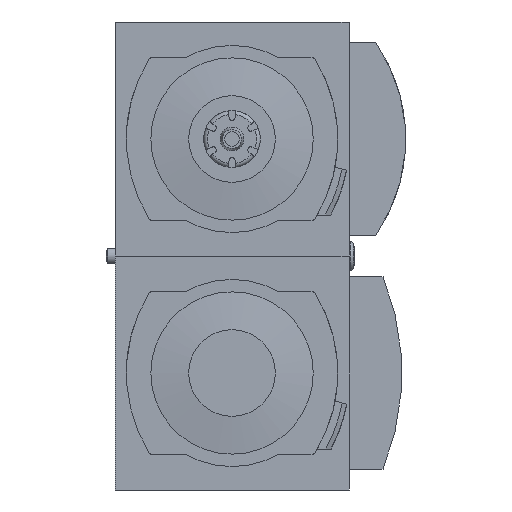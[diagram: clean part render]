
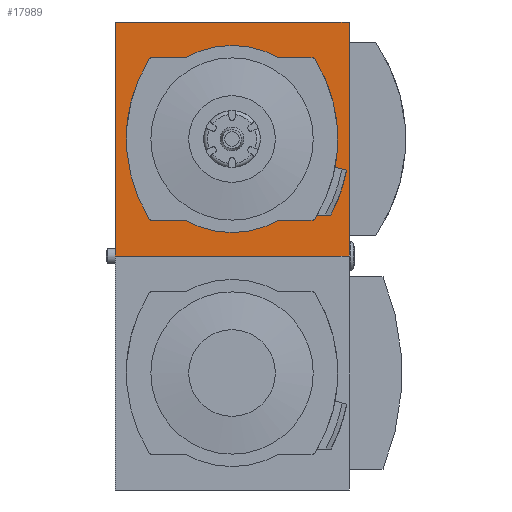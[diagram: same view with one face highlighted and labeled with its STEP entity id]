
A CAD part, front view. The second image highlights one B-rep face of the part: STEP entity #17989.
In plain terms, the highlighted planar face has unit normal (0, -1, 0).
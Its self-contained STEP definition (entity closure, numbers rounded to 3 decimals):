
#230=PLANE('',#18789);
#859=LINE('',#24294,#2184);
#860=LINE('',#24297,#2185);
#861=LINE('',#24299,#2186);
#862=LINE('',#24301,#2187);
#863=LINE('',#24302,#2188);
#864=LINE('',#24306,#2189);
#865=LINE('',#24309,#2190);
#866=LINE('',#24313,#2191);
#867=LINE('',#24318,#2192);
#868=LINE('',#24322,#2193);
#2184=VECTOR('',#20339,1000.);
#2185=VECTOR('',#20340,1000.);
#2186=VECTOR('',#20341,1000.);
#2187=VECTOR('',#20342,1000.);
#2188=VECTOR('',#20343,1000.);
#2189=VECTOR('',#20346,1000.);
#2190=VECTOR('',#20349,1000.);
#2191=VECTOR('',#20352,1000.);
#2192=VECTOR('',#20357,1000.);
#2193=VECTOR('',#20360,1000.);
#3334=CIRCLE('',#18781,40.);
#3336=CIRCLE('',#18783,40.);
#3340=CIRCLE('',#18788,40.);
#3341=CIRCLE('',#18790,41.2);
#3342=CIRCLE('',#18791,0.5);
#3343=CIRCLE('',#18792,24.8);
#3344=CIRCLE('',#18793,0.5);
#3345=CIRCLE('',#18794,0.5);
#3346=CIRCLE('',#18795,24.8);
#3347=CIRCLE('',#18796,0.5);
#4103=ORIENTED_EDGE('',*,*,#7923,.F.);
#4104=ORIENTED_EDGE('',*,*,#7924,.F.);
#4105=ORIENTED_EDGE('',*,*,#7925,.F.);
#4106=ORIENTED_EDGE('',*,*,#7926,.F.);
#4107=ORIENTED_EDGE('',*,*,#7912,.T.);
#4108=ORIENTED_EDGE('',*,*,#7927,.F.);
#4109=ORIENTED_EDGE('',*,*,#7928,.F.);
#4110=ORIENTED_EDGE('',*,*,#7929,.F.);
#4111=ORIENTED_EDGE('',*,*,#7908,.T.);
#4112=ORIENTED_EDGE('',*,*,#7930,.T.);
#4113=ORIENTED_EDGE('',*,*,#7931,.T.);
#4114=ORIENTED_EDGE('',*,*,#7932,.T.);
#4115=ORIENTED_EDGE('',*,*,#7933,.T.);
#4116=ORIENTED_EDGE('',*,*,#7934,.T.);
#4117=ORIENTED_EDGE('',*,*,#7920,.T.);
#4118=ORIENTED_EDGE('',*,*,#7935,.T.);
#4119=ORIENTED_EDGE('',*,*,#7936,.T.);
#4120=ORIENTED_EDGE('',*,*,#7937,.T.);
#4121=ORIENTED_EDGE('',*,*,#7938,.T.);
#4122=ORIENTED_EDGE('',*,*,#7939,.T.);
#7908=EDGE_CURVE('',#9819,#9818,#3334,.T.);
#7912=EDGE_CURVE('',#9815,#9822,#3336,.T.);
#7920=EDGE_CURVE('',#9827,#9830,#3340,.T.);
#7923=EDGE_CURVE('',#9831,#9832,#859,.T.);
#7924=EDGE_CURVE('',#9833,#9831,#860,.T.);
#7925=EDGE_CURVE('',#9834,#9833,#861,.T.);
#7926=EDGE_CURVE('',#9832,#9834,#862,.T.);
#7927=EDGE_CURVE('',#9835,#9822,#863,.T.);
#7928=EDGE_CURVE('',#9836,#9835,#3341,.F.);
#7929=EDGE_CURVE('',#9819,#9836,#864,.T.);
#7930=EDGE_CURVE('',#9818,#9837,#3342,.T.);
#7931=EDGE_CURVE('',#9837,#9838,#865,.T.);
#7932=EDGE_CURVE('',#9838,#9839,#3343,.T.);
#7933=EDGE_CURVE('',#9839,#9840,#866,.T.);
#7934=EDGE_CURVE('',#9840,#9827,#3344,.T.);
#7935=EDGE_CURVE('',#9830,#9841,#3345,.T.);
#7936=EDGE_CURVE('',#9841,#9842,#867,.T.);
#7937=EDGE_CURVE('',#9842,#9843,#3346,.T.);
#7938=EDGE_CURVE('',#9843,#9844,#868,.T.);
#7939=EDGE_CURVE('',#9844,#9815,#3347,.T.);
#9815=VERTEX_POINT('',#24259);
#9818=VERTEX_POINT('',#24264);
#9819=VERTEX_POINT('',#24266);
#9822=VERTEX_POINT('',#24272);
#9827=VERTEX_POINT('',#24284);
#9830=VERTEX_POINT('',#24289);
#9831=VERTEX_POINT('',#24295);
#9832=VERTEX_POINT('',#24296);
#9833=VERTEX_POINT('',#24298);
#9834=VERTEX_POINT('',#24300);
#9835=VERTEX_POINT('',#24303);
#9836=VERTEX_POINT('',#24305);
#9837=VERTEX_POINT('',#24308);
#9838=VERTEX_POINT('',#24310);
#9839=VERTEX_POINT('',#24312);
#9840=VERTEX_POINT('',#24314);
#9841=VERTEX_POINT('',#24317);
#9842=VERTEX_POINT('',#24319);
#9843=VERTEX_POINT('',#24321);
#9844=VERTEX_POINT('',#24323);
#11186=EDGE_LOOP('',(#4103,#4104,#4105,#4106));
#11187=EDGE_LOOP('',(#4107,#4108,#4109,#4110,#4111,#4112,#4113,#4114,#4115,
#4116,#4117,#4118,#4119,#4120,#4121,#4122));
#12043=FACE_BOUND('',#11186,.T.);
#12044=FACE_BOUND('',#11187,.T.);
#17989=ADVANCED_FACE('',(#12043,#12044),#230,.F.);
#18781=AXIS2_PLACEMENT_3D('',#24265,#20313,#20314);
#18783=AXIS2_PLACEMENT_3D('',#24273,#20319,#20320);
#18788=AXIS2_PLACEMENT_3D('',#24290,#20333,#20334);
#18789=AXIS2_PLACEMENT_3D('',#24293,#20337,#20338);
#18790=AXIS2_PLACEMENT_3D('',#24304,#20344,#20345);
#18791=AXIS2_PLACEMENT_3D('',#24307,#20347,#20348);
#18792=AXIS2_PLACEMENT_3D('',#24311,#20350,#20351);
#18793=AXIS2_PLACEMENT_3D('',#24315,#20353,#20354);
#18794=AXIS2_PLACEMENT_3D('',#24316,#20355,#20356);
#18795=AXIS2_PLACEMENT_3D('',#24320,#20358,#20359);
#18796=AXIS2_PLACEMENT_3D('',#24324,#20361,#20362);
#20313=DIRECTION('',(0.,1.,0.));
#20314=DIRECTION('',(1.,0.,0.));
#20319=DIRECTION('',(0.,1.,0.));
#20320=DIRECTION('',(1.,0.,0.));
#20333=DIRECTION('',(0.,1.,0.));
#20334=DIRECTION('',(1.,0.,0.));
#20337=DIRECTION('',(0.,1.,0.));
#20338=DIRECTION('',(0.,0.,1.));
#20339=DIRECTION('',(-1.,0.,0.));
#20340=DIRECTION('',(0.,0.,-1.));
#20341=DIRECTION('',(1.,0.,0.));
#20342=DIRECTION('',(0.,0.,1.));
#20343=DIRECTION('',(-0.966,0.,0.259));
#20344=DIRECTION('',(0.,1.,0.));
#20345=DIRECTION('',(0.,0.,1.));
#20346=DIRECTION('',(1.,0.,0.));
#20347=DIRECTION('',(0.,1.,0.));
#20348=DIRECTION('',(1.,0.,0.));
#20349=DIRECTION('',(-1.,0.,0.));
#20350=DIRECTION('',(0.,1.,0.));
#20351=DIRECTION('',(1.,0.,0.));
#20352=DIRECTION('',(-1.,0.,0.));
#20353=DIRECTION('',(0.,1.,0.));
#20354=DIRECTION('',(1.,0.,0.));
#20355=DIRECTION('',(0.,1.,0.));
#20356=DIRECTION('',(1.,0.,0.));
#20357=DIRECTION('',(1.,0.,0.));
#20358=DIRECTION('',(0.,1.,0.));
#20359=DIRECTION('',(1.,0.,0.));
#20360=DIRECTION('',(1.,0.,0.));
#20361=DIRECTION('',(0.,1.,0.));
#20362=DIRECTION('',(1.,0.,0.));
#24259=CARTESIAN_POINT('',(21.879,-45.5,21.266));
#24264=CARTESIAN_POINT('',(21.879,-45.5,-21.266));
#24265=CARTESIAN_POINT('',(-12.,-45.5,0.));
#24266=CARTESIAN_POINT('',(22.554,-45.5,-20.15));
#24272=CARTESIAN_POINT('',(27.298,-45.5,-7.463));
#24273=CARTESIAN_POINT('',(-12.,-45.5,0.));
#24284=CARTESIAN_POINT('',(-21.879,-45.5,-21.266));
#24289=CARTESIAN_POINT('',(-21.879,-45.5,21.266));
#24290=CARTESIAN_POINT('',(12.,-45.5,0.));
#24293=CARTESIAN_POINT('',(0.,-45.5,0.));
#24294=CARTESIAN_POINT('',(31.,-45.5,-31.));
#24295=CARTESIAN_POINT('',(31.,-45.5,-31.));
#24296=CARTESIAN_POINT('',(-31.,-45.5,-31.));
#24297=CARTESIAN_POINT('',(31.,-45.5,31.));
#24298=CARTESIAN_POINT('',(31.,-45.5,31.));
#24299=CARTESIAN_POINT('',(-31.,-45.5,31.));
#24300=CARTESIAN_POINT('',(-31.,-45.5,31.));
#24301=CARTESIAN_POINT('',(-31.,-45.5,-31.));
#24302=CARTESIAN_POINT('',(30.42,-45.5,-8.3));
#24303=CARTESIAN_POINT('',(28.46,-45.5,-7.775));
#24304=CARTESIAN_POINT('',(-12.,-45.5,0.));
#24305=CARTESIAN_POINT('',(23.936,-45.5,-20.15));
#24306=CARTESIAN_POINT('',(0.,-45.5,-20.15));
#24307=CARTESIAN_POINT('',(21.455,-45.5,-21.));
#24308=CARTESIAN_POINT('',(21.455,-45.5,-21.5));
#24309=CARTESIAN_POINT('',(21.455,-45.5,-21.5));
#24310=CARTESIAN_POINT('',(12.361,-45.5,-21.5));
#24311=CARTESIAN_POINT('',(0.,-45.5,0.));
#24312=CARTESIAN_POINT('',(-12.361,-45.5,-21.5));
#24313=CARTESIAN_POINT('',(-12.361,-45.5,-21.5));
#24314=CARTESIAN_POINT('',(-21.455,-45.5,-21.5));
#24315=CARTESIAN_POINT('',(-21.455,-45.5,-21.));
#24316=CARTESIAN_POINT('',(-21.455,-45.5,21.));
#24317=CARTESIAN_POINT('',(-21.455,-45.5,21.5));
#24318=CARTESIAN_POINT('',(-21.455,-45.5,21.5));
#24319=CARTESIAN_POINT('',(-12.361,-45.5,21.5));
#24320=CARTESIAN_POINT('',(0.,-45.5,0.));
#24321=CARTESIAN_POINT('',(12.361,-45.5,21.5));
#24322=CARTESIAN_POINT('',(12.361,-45.5,21.5));
#24323=CARTESIAN_POINT('',(21.455,-45.5,21.5));
#24324=CARTESIAN_POINT('',(21.455,-45.5,21.));
